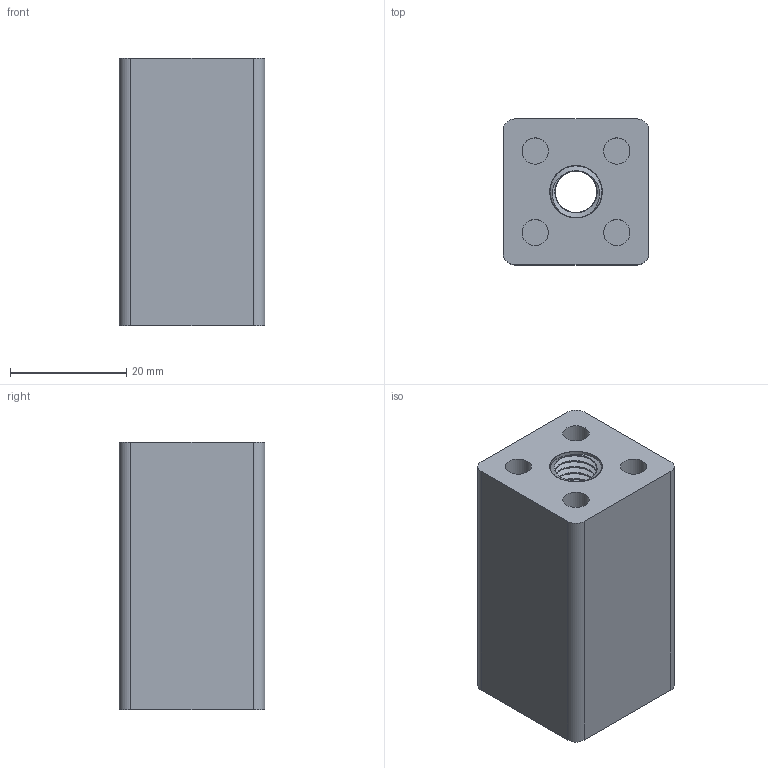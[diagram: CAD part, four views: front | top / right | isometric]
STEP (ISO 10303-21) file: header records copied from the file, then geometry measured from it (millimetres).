
FILE_DESCRIPTION(/* description */ (''),/* implementation_level */ '2;1');
FILE_NAME(/* name */ '57 - BPR top part.stp',/* time_stamp */ '2023-01-17T11:02:39+01:00',/* author */ ('JN'),/* organization */ (''),/* preprocessor_version */ 'ST-DEVELOPER v18.1',/* originating_system */ 'Autodesk Inventor 2022',/* authorisation */ '');
FILE_SCHEMA (('AUTOMOTIVE_DESIGN { 1 0 10303 214 3 1 1 }'));
Length unit declared in the file: millimetre
Products named in the file (1): unten
Bounding box: 25 x 25 x 46 mm (x, y, z)
Volume: 24230.2 mm3; surface area: 8998.6 mm2
Topology: 2 solids, 2 shells, 47 faces, 102 edges, 68 vertices
Faces by surface type: cylinder 24, plane 17, bspline 6
Full cylindrical faces by diameter (mm): 4.5 x8, 7.146 x7, 9 x2, 12.6 x1
Entity records: 5012 total; most frequent: CARTESIAN_POINT 3982, ORIENTED_EDGE 204, DIRECTION 183, EDGE_CURVE 102, AXIS2_PLACEMENT_3D 74, VERTEX_POINT 68, EDGE_LOOP 60, FACE_OUTER_BOUND 47
